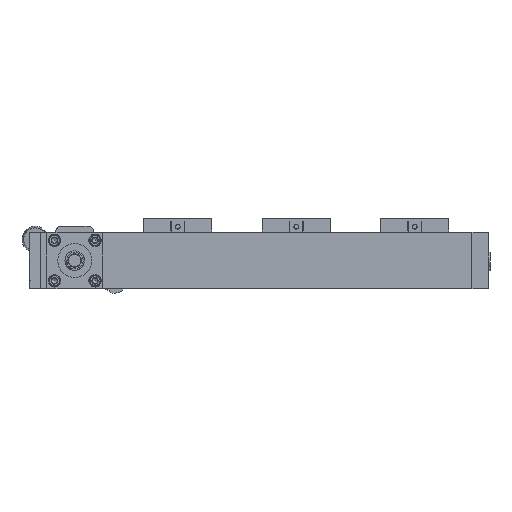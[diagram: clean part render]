
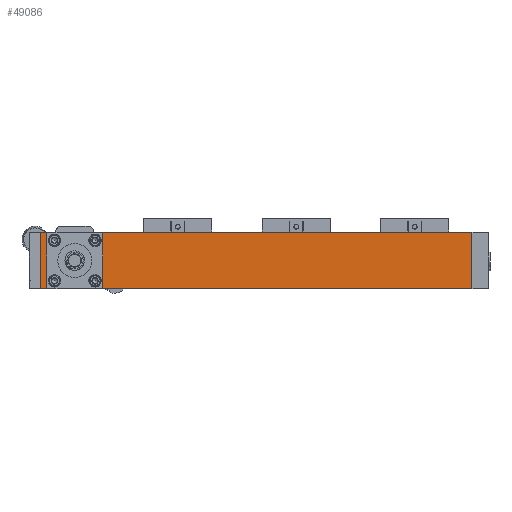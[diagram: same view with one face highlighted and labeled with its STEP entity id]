
A CAD part, left-side view. The second image highlights one B-rep face of the part: STEP entity #49086.
In plain terms, the highlighted planar face has unit normal (-1, 0, 0).
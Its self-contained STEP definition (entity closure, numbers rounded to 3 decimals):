
#788=LINE('',#65212,#4090);
#790=LINE('',#65216,#4092);
#792=LINE('',#65220,#4094);
#794=LINE('',#65224,#4096);
#4090=VECTOR('',#55086,1000.);
#4092=VECTOR('',#55090,1000.);
#4094=VECTOR('',#55094,1000.);
#4096=VECTOR('',#55098,1000.);
#8608=ORIENTED_EDGE('',*,*,#18343,.T.);
#8609=ORIENTED_EDGE('',*,*,#18582,.T.);
#8610=ORIENTED_EDGE('',*,*,#18581,.T.);
#8611=ORIENTED_EDGE('',*,*,#18580,.T.);
#8612=ORIENTED_EDGE('',*,*,#18579,.T.);
#8613=ORIENTED_EDGE('',*,*,#18578,.F.);
#8614=ORIENTED_EDGE('',*,*,#18576,.F.);
#8615=ORIENTED_EDGE('',*,*,#18574,.T.);
#8616=ORIENTED_EDGE('',*,*,#18572,.T.);
#18343=EDGE_CURVE('',#23447,#23447,#26929,.T.);
#18572=EDGE_CURVE('',#23620,#23619,#788,.T.);
#18574=EDGE_CURVE('',#23621,#23620,#790,.T.);
#18576=EDGE_CURVE('',#23621,#23622,#792,.T.);
#18578=EDGE_CURVE('',#23622,#23619,#794,.T.);
#18579=EDGE_CURVE('',#23623,#23623,#26985,.T.);
#18580=EDGE_CURVE('',#23624,#23624,#26986,.T.);
#18581=EDGE_CURVE('',#23625,#23625,#26987,.T.);
#18582=EDGE_CURVE('',#23626,#23626,#26988,.T.);
#23447=VERTEX_POINT('',#64708);
#23619=VERTEX_POINT('',#65211);
#23620=VERTEX_POINT('',#65213);
#23621=VERTEX_POINT('',#65217);
#23622=VERTEX_POINT('',#65221);
#23623=VERTEX_POINT('',#65227);
#23624=VERTEX_POINT('',#65230);
#23625=VERTEX_POINT('',#65233);
#23626=VERTEX_POINT('',#65236);
#26929=CIRCLE('',#51134,2.459);
#26985=CIRCLE('',#51329,15.);
#26986=CIRCLE('',#51331,2.459);
#26987=CIRCLE('',#51333,2.459);
#26988=CIRCLE('',#51335,2.459);
#28308=EDGE_LOOP('',(#8608));
#28309=EDGE_LOOP('',(#8609));
#28310=EDGE_LOOP('',(#8610));
#28311=EDGE_LOOP('',(#8611));
#28312=EDGE_LOOP('',(#8612));
#28313=EDGE_LOOP('',(#8613,#8614,#8615,#8616));
#30996=FACE_BOUND('',#28308,.T.);
#30997=FACE_BOUND('',#28309,.T.);
#30998=FACE_BOUND('',#28310,.T.);
#30999=FACE_BOUND('',#28311,.T.);
#31000=FACE_BOUND('',#28312,.T.);
#31001=FACE_BOUND('',#28313,.T.);
#33587=PLANE('',#51336);
#49086=ADVANCED_FACE('',(#30996,#30997,#30998,#30999,#31000,#31001),#33587,
 .F.);
#51134=AXIS2_PLACEMENT_3D('',#64707,#54563,#54564);
#51329=AXIS2_PLACEMENT_3D('',#65226,#55101,#55102);
#51331=AXIS2_PLACEMENT_3D('',#65229,#55105,#55106);
#51333=AXIS2_PLACEMENT_3D('',#65232,#55109,#55110);
#51335=AXIS2_PLACEMENT_3D('',#65235,#55113,#55114);
#51336=AXIS2_PLACEMENT_3D('',#65237,#55115,#55116);
#54563=DIRECTION('',(1.,0.,0.));
#54564=DIRECTION('',(0.,0.,-1.));
#55086=DIRECTION('',(0.,0.,1.));
#55090=DIRECTION('',(0.,-1.,0.));
#55094=DIRECTION('',(0.,0.,1.));
#55098=DIRECTION('',(0.,-1.,0.));
#55101=DIRECTION('',(1.,0.,0.));
#55102=DIRECTION('',(0.,-1.,0.));
#55105=DIRECTION('',(1.,0.,0.));
#55106=DIRECTION('',(0.,0.,1.));
#55109=DIRECTION('',(1.,0.,0.));
#55110=DIRECTION('',(0.,0.,1.));
#55113=DIRECTION('',(1.,0.,0.));
#55114=DIRECTION('',(0.,0.,-1.));
#55115=DIRECTION('',(1.,0.,0.));
#55116=DIRECTION('',(0.,0.,-1.));
#64707=CARTESIAN_POINT('',(-25.,134.,18.));
#64708=CARTESIAN_POINT('',(-25.,134.,15.542));
#65211=CARTESIAN_POINT('',(-25.,-200.,25.));
#65212=CARTESIAN_POINT('',(-25.,-200.,-25.));
#65213=CARTESIAN_POINT('',(-25.,-200.,-25.));
#65216=CARTESIAN_POINT('',(-25.,102.,-25.));
#65217=CARTESIAN_POINT('',(-25.,182.,-25.));
#65220=CARTESIAN_POINT('',(-25.,182.,-25.));
#65221=CARTESIAN_POINT('',(-25.,182.,25.));
#65224=CARTESIAN_POINT('',(-25.,101.937,25.));
#65226=CARTESIAN_POINT('',(-25.,152.,0.));
#65227=CARTESIAN_POINT('',(-25.,137.,0.));
#65229=CARTESIAN_POINT('',(-25.,170.,-18.));
#65230=CARTESIAN_POINT('',(-25.,170.,-15.542));
#65232=CARTESIAN_POINT('',(-25.,170.,18.));
#65233=CARTESIAN_POINT('',(-25.,170.,20.459));
#65235=CARTESIAN_POINT('',(-25.,134.,-18.));
#65236=CARTESIAN_POINT('',(-25.,134.,-20.459));
#65237=CARTESIAN_POINT('',(-25.,102.,-25.));
